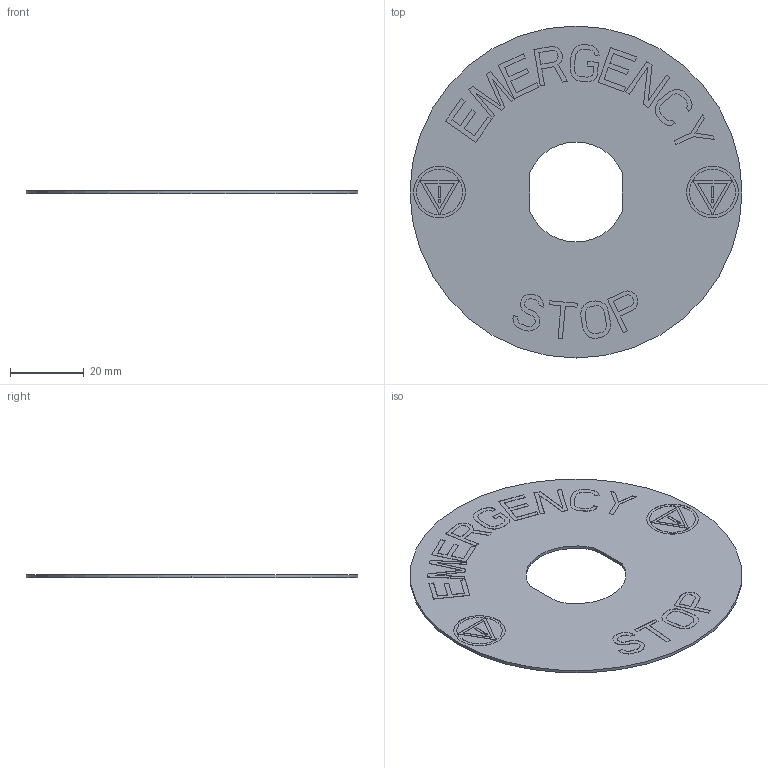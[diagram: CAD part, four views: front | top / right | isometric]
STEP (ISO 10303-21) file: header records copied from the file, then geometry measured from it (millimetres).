
FILE_DESCRIPTION((''),'2;1');
FILE_NAME('ZBY8330-3D_ASM','2020-12-30T13:15:11',('SESA231899'),('Schneider-Electric'),'CREO PARAMETRIC BY PTC INC, 2019164','CREO PARAMETRIC BY PTC INC, 2019164','');
FILE_SCHEMA(('AP242_MANAGED_MODEL_BASED_3D_ENGINEERING_MIM_LF { 1 0 10303 442 1 1 4 }'));
Length unit declared in the file: millimetre
Products named in the file (2): ZBY8330-3D_15598140X11AF8; ZBY8330-3D_ASM
Assembly tree (1 placements, depth 2):
  ZBY8330-3D_ASM
    ZBY8330-3D_15598140X11AF8
Bounding box: 90 x 90 x 0.85 mm (x, y, z)
Volume: 4658 mm3; surface area: 11942.6 mm2
Topology: 1 solids, 1 shells, 380 faces, 1056 edges, 712 vertices
Faces by surface type: plane 364, cylinder 16
Entity records: 15911 total; most frequent: CARTESIAN_POINT 2142, ORIENTED_EDGE 2088, DIRECTION 1876, PRESENTATION_STYLE_ASSIGNMENT 1081, STYLED_ITEM 1060, CURVE_STYLE 1057, EDGE_CURVE 1044, VECTOR 1014
